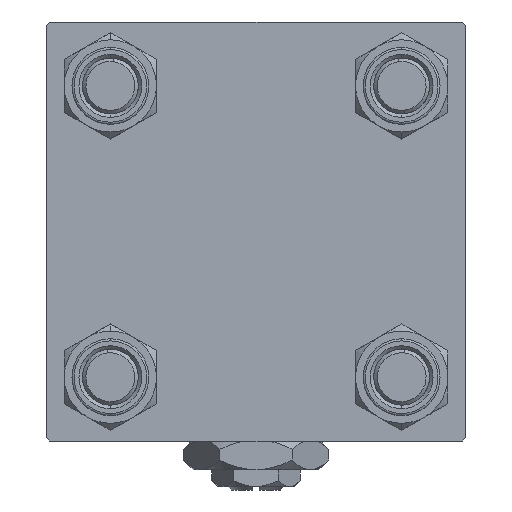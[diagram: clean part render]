
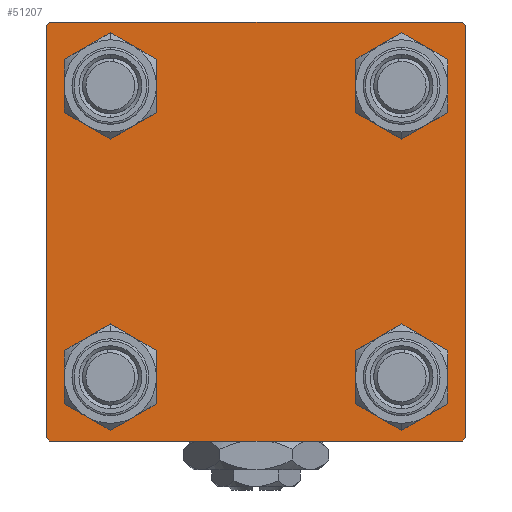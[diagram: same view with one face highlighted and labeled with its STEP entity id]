
A CAD part, left-side view. The second image highlights one B-rep face of the part: STEP entity #51207.
In plain terms, the highlighted planar face has unit normal (-1, 0, 0).
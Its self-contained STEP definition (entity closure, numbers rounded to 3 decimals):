
#38 = CARTESIAN_POINT ( 'NONE',  ( 0., 30., 30. ) ) ;
#376 = EDGE_CURVE ( 'NONE', #23916, #21939, #37488, .T. ) ;
#380 = ORIENTED_EDGE ( 'NONE', *, *, #49033, .F. ) ;
#550 = VECTOR ( 'NONE', #13704, 1000. ) ;
#842 = CARTESIAN_POINT ( 'NONE',  ( 0., 29.75, -29.75 ) ) ;
#884 = AXIS2_PLACEMENT_3D ( 'NONE', #34125, #34645, #6623 ) ;
#1732 = ORIENTED_EDGE ( 'NONE', *, *, #13068, .T. ) ;
#1774 = DIRECTION ( 'NONE',  ( 0., 0., 1. ) ) ;
#2303 = EDGE_CURVE ( 'NONE', #35072, #47670, #46189, .T. ) ;
#3062 = CIRCLE ( 'NONE', #49498, 4.5 ) ;
#3108 = FACE_BOUND ( 'NONE', #16994, .T. ) ;
#3164 = CARTESIAN_POINT ( 'NONE',  ( 0., -20.85, 20.85 ) ) ;
#4087 = DIRECTION ( 'NONE',  ( 0., -0.707, 0.707 ) ) ;
#5590 = CARTESIAN_POINT ( 'NONE',  ( 0., 30., -29.5 ) ) ;
#5713 = DIRECTION ( 'NONE',  ( 0., 0.707, 0.707 ) ) ;
#6234 = CARTESIAN_POINT ( 'NONE',  ( 0., 20.85, 25.35 ) ) ;
#6623 = DIRECTION ( 'NONE',  ( 0., 0., 1. ) ) ;
#6745 = CARTESIAN_POINT ( 'NONE',  ( 0., -29.5, 30. ) ) ;
#6834 = CARTESIAN_POINT ( 'NONE',  ( 0., -30., -29.5 ) ) ;
#7637 = CARTESIAN_POINT ( 'NONE',  ( 0., 20.85, 16.35 ) ) ;
#7738 = CIRCLE ( 'NONE', #37271, 4.5 ) ;
#7874 = VERTEX_POINT ( 'NONE', #6234 ) ;
#8192 = AXIS2_PLACEMENT_3D ( 'NONE', #17840, #33933, #13850 ) ;
#8401 = ORIENTED_EDGE ( 'NONE', *, *, #2303, .T. ) ;
#8469 = VERTEX_POINT ( 'NONE', #6834 ) ;
#9825 = EDGE_CURVE ( 'NONE', #16664, #37792, #45097, .T. ) ;
#9973 = CARTESIAN_POINT ( 'NONE',  ( 0., -30., 29.5 ) ) ;
#10257 = DIRECTION ( 'NONE',  ( 0., 0., 1. ) ) ;
#10781 = CARTESIAN_POINT ( 'NONE',  ( 0., 20.85, 20.85 ) ) ;
#11851 = ORIENTED_EDGE ( 'NONE', *, *, #37596, .T. ) ;
#11892 = VECTOR ( 'NONE', #41840, 1000. ) ;
#12757 = EDGE_CURVE ( 'NONE', #51279, #32278, #48981, .T. ) ;
#13068 = EDGE_CURVE ( 'NONE', #32278, #51279, #16111, .T. ) ;
#13361 = CARTESIAN_POINT ( 'NONE',  ( 0., 30., 29.5 ) ) ;
#13704 = DIRECTION ( 'NONE',  ( 0., -1., 0. ) ) ;
#13850 = DIRECTION ( 'NONE',  ( 0., 0., 1. ) ) ;
#15022 = CARTESIAN_POINT ( 'NONE',  ( 0., 0., 0. ) ) ;
#15268 = CARTESIAN_POINT ( 'NONE',  ( 0., -20.85, -16.35 ) ) ;
#15547 = ORIENTED_EDGE ( 'NONE', *, *, #32008, .T. ) ;
#16111 = CIRCLE ( 'NONE', #27928, 4.5 ) ;
#16187 = EDGE_CURVE ( 'NONE', #34963, #37792, #35983, .T. ) ;
#16664 = VERTEX_POINT ( 'NONE', #9973 ) ;
#16994 = EDGE_LOOP ( 'NONE', ( #43511, #1732 ) ) ;
#17542 = AXIS2_PLACEMENT_3D ( 'NONE', #21912, #18204, #34290 ) ;
#17581 = ORIENTED_EDGE ( 'NONE', *, *, #23422, .T. ) ;
#17602 = VECTOR ( 'NONE', #49454, 1000. ) ;
#17707 = VERTEX_POINT ( 'NONE', #26899 ) ;
#17840 = CARTESIAN_POINT ( 'NONE',  ( 0., -20.85, -20.85 ) ) ;
#17974 = AXIS2_PLACEMENT_3D ( 'NONE', #50465, #42011, #19046 ) ;
#18204 = DIRECTION ( 'NONE',  ( 1., 0., 0. ) ) ;
#18529 = DIRECTION ( 'NONE',  ( 1., 0., 0. ) ) ;
#19008 = FACE_BOUND ( 'NONE', #21875, .T. ) ;
#19046 = DIRECTION ( 'NONE',  ( 0., 0., 1. ) ) ;
#19276 = DIRECTION ( 'NONE',  ( 0., 0., 1. ) ) ;
#19480 = ORIENTED_EDGE ( 'NONE', *, *, #47732, .T. ) ;
#19793 = FACE_OUTER_BOUND ( 'NONE', #45003, .T. ) ;
#19821 = ORIENTED_EDGE ( 'NONE', *, *, #43358, .T. ) ;
#20275 = EDGE_LOOP ( 'NONE', ( #19821, #8401 ) ) ;
#20856 = CARTESIAN_POINT ( 'NONE',  ( 0., -30., 30. ) ) ;
#21014 = CARTESIAN_POINT ( 'NONE',  ( 0., 20.85, 20.85 ) ) ;
#21873 = DIRECTION ( 'NONE',  ( 1., 0., 0. ) ) ;
#21875 = EDGE_LOOP ( 'NONE', ( #22002, #46817 ) ) ;
#21912 = CARTESIAN_POINT ( 'NONE',  ( 0., -20.85, 20.85 ) ) ;
#21939 = VERTEX_POINT ( 'NONE', #40870 ) ;
#22002 = ORIENTED_EDGE ( 'NONE', *, *, #22383, .T. ) ;
#22383 = EDGE_CURVE ( 'NONE', #7874, #29095, #3062, .T. ) ;
#22550 = LINE ( 'NONE', #38150, #11892 ) ;
#22936 = ORIENTED_EDGE ( 'NONE', *, *, #52078, .T. ) ;
#23422 = EDGE_CURVE ( 'NONE', #30500, #17707, #41085, .T. ) ;
#23908 = LINE ( 'NONE', #28146, #42885 ) ;
#23916 = VERTEX_POINT ( 'NONE', #28820 ) ;
#24156 = CIRCLE ( 'NONE', #38511, 4.5 ) ;
#24519 = CARTESIAN_POINT ( 'NONE',  ( 0., 20.85, -16.35 ) ) ;
#25257 = VECTOR ( 'NONE', #5713, 1000. ) ;
#25489 = DIRECTION ( 'NONE',  ( 1., 0., 0. ) ) ;
#25822 = CARTESIAN_POINT ( 'NONE',  ( 0., 20.85, -20.85 ) ) ;
#26272 = EDGE_CURVE ( 'NONE', #29095, #7874, #24156, .T. ) ;
#26899 = CARTESIAN_POINT ( 'NONE',  ( 0., -20.85, -25.35 ) ) ;
#27189 = DIRECTION ( 'NONE',  ( -1., 0., 0. ) ) ;
#27484 = ORIENTED_EDGE ( 'NONE', *, *, #29826, .T. ) ;
#27928 = AXIS2_PLACEMENT_3D ( 'NONE', #25822, #21873, #1774 ) ;
#28146 = CARTESIAN_POINT ( 'NONE',  ( 0., 29.75, 29.75 ) ) ;
#28412 = CARTESIAN_POINT ( 'NONE',  ( 0., -29.75, -29.75 ) ) ;
#28820 = CARTESIAN_POINT ( 'NONE',  ( 0., 29.5, -30. ) ) ;
#29095 = VERTEX_POINT ( 'NONE', #7637 ) ;
#29826 = EDGE_CURVE ( 'NONE', #34963, #30716, #23908, .T. ) ;
#30078 = CARTESIAN_POINT ( 'NONE',  ( 0., 30., -30. ) ) ;
#30500 = VERTEX_POINT ( 'NONE', #15268 ) ;
#30716 = VERTEX_POINT ( 'NONE', #13361 ) ;
#32008 = EDGE_CURVE ( 'NONE', #45328, #23916, #48937, .T. ) ;
#32278 = VERTEX_POINT ( 'NONE', #38216 ) ;
#32959 = CARTESIAN_POINT ( 'NONE',  ( 0., -29.75, 29.75 ) ) ;
#33420 = EDGE_LOOP ( 'NONE', ( #17581, #22936 ) ) ;
#33933 = DIRECTION ( 'NONE',  ( 1., 0., 0. ) ) ;
#34125 = CARTESIAN_POINT ( 'NONE',  ( 0., 20.85, -20.85 ) ) ;
#34290 = DIRECTION ( 'NONE',  ( 0., 0., 1. ) ) ;
#34645 = DIRECTION ( 'NONE',  ( 1., 0., 0. ) ) ;
#34650 = ORIENTED_EDGE ( 'NONE', *, *, #16187, .F. ) ;
#34963 = VERTEX_POINT ( 'NONE', #45885 ) ;
#35072 = VERTEX_POINT ( 'NONE', #35575 ) ;
#35575 = CARTESIAN_POINT ( 'NONE',  ( 0., -20.85, 16.35 ) ) ;
#35983 = LINE ( 'NONE', #38, #51641 ) ;
#36842 = CARTESIAN_POINT ( 'NONE',  ( 0., -20.85, 25.35 ) ) ;
#36960 = DIRECTION ( 'NONE',  ( 0., 0., -1. ) ) ;
#37271 = AXIS2_PLACEMENT_3D ( 'NONE', #3164, #18529, #46249 ) ;
#37488 = LINE ( 'NONE', #30078, #550 ) ;
#37596 = EDGE_CURVE ( 'NONE', #30716, #45328, #22550, .T. ) ;
#37792 = VERTEX_POINT ( 'NONE', #6745 ) ;
#38049 = VECTOR ( 'NONE', #4087, 1000. ) ;
#38150 = CARTESIAN_POINT ( 'NONE',  ( 0., 30., 30. ) ) ;
#38216 = CARTESIAN_POINT ( 'NONE',  ( 0., 20.85, -25.35 ) ) ;
#38511 = AXIS2_PLACEMENT_3D ( 'NONE', #10781, #50180, #10257 ) ;
#40020 = DIRECTION ( 'NONE',  ( 0., 0.707, -0.707 ) ) ;
#40291 = LINE ( 'NONE', #28412, #38049 ) ;
#40813 = DIRECTION ( 'NONE',  ( 0., 0., 1. ) ) ;
#40870 = CARTESIAN_POINT ( 'NONE',  ( 0., -29.5, -30. ) ) ;
#41085 = CIRCLE ( 'NONE', #8192, 4.5 ) ;
#41178 = LINE ( 'NONE', #20856, #45668 ) ;
#41840 = DIRECTION ( 'NONE',  ( 0., 0., -1. ) ) ;
#42011 = DIRECTION ( 'NONE',  ( 1., 0., 0. ) ) ;
#42885 = VECTOR ( 'NONE', #40020, 1000. ) ;
#43358 = EDGE_CURVE ( 'NONE', #47670, #35072, #7738, .T. ) ;
#43511 = ORIENTED_EDGE ( 'NONE', *, *, #12757, .T. ) ;
#44053 = AXIS2_PLACEMENT_3D ( 'NONE', #15022, #27189, #19276 ) ;
#45003 = EDGE_LOOP ( 'NONE', ( #11851, #15547, #45659, #19480, #380, #45905, #34650, #27484 ) ) ;
#45097 = LINE ( 'NONE', #32959, #25257 ) ;
#45328 = VERTEX_POINT ( 'NONE', #5590 ) ;
#45659 = ORIENTED_EDGE ( 'NONE', *, *, #376, .T. ) ;
#45668 = VECTOR ( 'NONE', #36960, 1000. ) ;
#45885 = CARTESIAN_POINT ( 'NONE',  ( 0., 29.5, 30. ) ) ;
#45905 = ORIENTED_EDGE ( 'NONE', *, *, #9825, .T. ) ;
#46189 = CIRCLE ( 'NONE', #17542, 4.5 ) ;
#46249 = DIRECTION ( 'NONE',  ( 0., 0., 1. ) ) ;
#46817 = ORIENTED_EDGE ( 'NONE', *, *, #26272, .T. ) ;
#47670 = VERTEX_POINT ( 'NONE', #36842 ) ;
#47732 = EDGE_CURVE ( 'NONE', #21939, #8469, #40291, .T. ) ;
#48937 = LINE ( 'NONE', #842, #17602 ) ;
#48981 = CIRCLE ( 'NONE', #884, 4.5 ) ;
#49033 = EDGE_CURVE ( 'NONE', #16664, #8469, #41178, .T. ) ;
#49143 = CIRCLE ( 'NONE', #17974, 4.5 ) ;
#49454 = DIRECTION ( 'NONE',  ( 0., -0.707, -0.707 ) ) ;
#49498 = AXIS2_PLACEMENT_3D ( 'NONE', #21014, #25489, #40813 ) ;
#50180 = DIRECTION ( 'NONE',  ( 1., 0., 0. ) ) ;
#50465 = CARTESIAN_POINT ( 'NONE',  ( 0., -20.85, -20.85 ) ) ;
#50688 = PLANE ( 'NONE',  #44053 ) ;
#50950 = FACE_BOUND ( 'NONE', #33420, .T. ) ;
#51207 = ADVANCED_FACE ( 'NONE', ( #51483, #50950, #3108, #19008, #19793 ), #50688, .T. ) ;
#51279 = VERTEX_POINT ( 'NONE', #24519 ) ;
#51483 = FACE_BOUND ( 'NONE', #20275, .T. ) ;
#51641 = VECTOR ( 'NONE', #52108, 1000. ) ;
#52078 = EDGE_CURVE ( 'NONE', #17707, #30500, #49143, .T. ) ;
#52108 = DIRECTION ( 'NONE',  ( 0., -1., 0. ) ) ;
